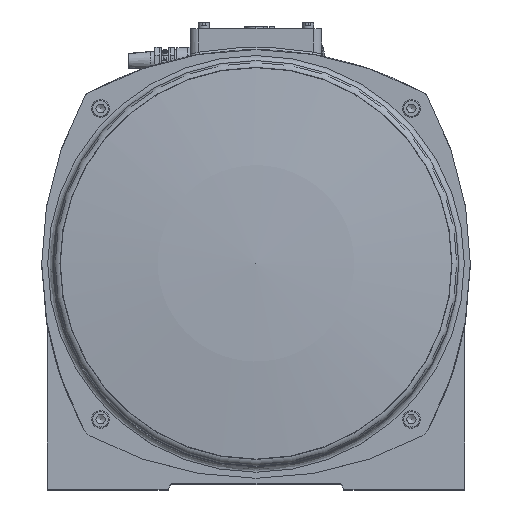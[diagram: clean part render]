
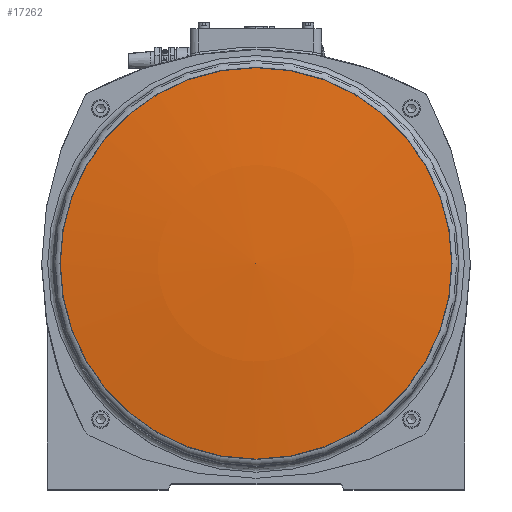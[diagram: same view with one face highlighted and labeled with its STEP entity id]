
A CAD part, top view. The second image highlights one B-rep face of the part: STEP entity #17262.
In plain terms, the highlighted spherical face has radius 1502 mm.
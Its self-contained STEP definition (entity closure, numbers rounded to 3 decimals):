
#17242=CARTESIAN_POINT('',(0.,-178.331,474.376));
#17243=VERTEX_POINT('',#17242);
#17244=CARTESIAN_POINT('',(0.,0.,474.376));
#17245=DIRECTION('',(0.0,0.0,-1.0));
#17246=DIRECTION('',(0.0,1.0,0.0));
#17247=AXIS2_PLACEMENT_3D('',#17244,#17245,#17246);
#17248=CIRCLE('',#17247,178.331);
#17249=EDGE_CURVE('',#17243,#17243,#17248,.T.);
#17254=CARTESIAN_POINT('',(0.,0.,-1017.0));
#17255=DIRECTION('',(0.0,0.0,1.0));
#17256=DIRECTION('',(1.0,0.0,0.0));
#17257=AXIS2_PLACEMENT_3D('',#17254,#17255,#17256);
#17258=SPHERICAL_SURFACE('',#17257,1502.);
#17259=ORIENTED_EDGE('',*,*,#17249,.F.);
#17260=EDGE_LOOP('',(#17259));
#17261=FACE_OUTER_BOUND('',#17260,.T.);
#17262=ADVANCED_FACE('',(#17261),#17258,.T.);
